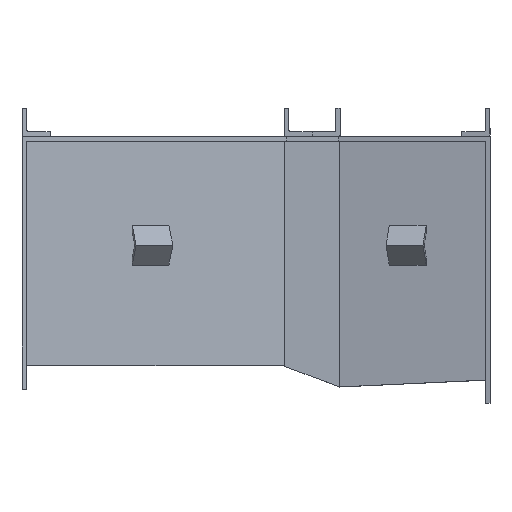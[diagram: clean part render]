
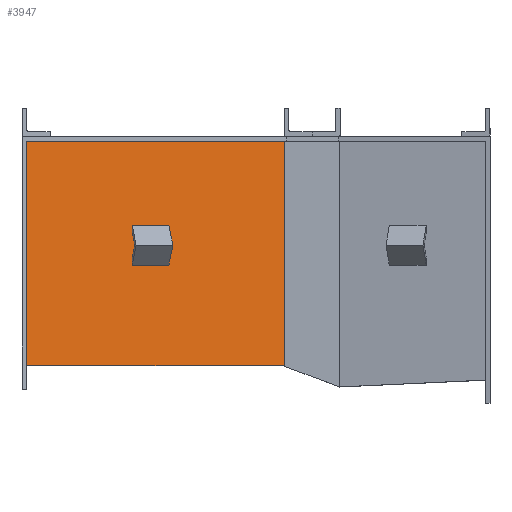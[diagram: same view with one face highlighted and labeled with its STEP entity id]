
A CAD part, top view. The second image highlights one B-rep face of the part: STEP entity #3947.
In plain terms, the highlighted planar face has unit normal (0.196, 0, 0.981).
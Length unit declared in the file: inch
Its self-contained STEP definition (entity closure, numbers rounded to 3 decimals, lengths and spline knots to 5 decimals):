
#67 = VECTOR ( 'NONE', #1271, 39.37008 ) ;
#268 = DIRECTION ( 'NONE',  ( 0.196, 0., 0.981 ) ) ;
#468 = EDGE_CURVE ( 'NONE', #4327, #3217, #1294, .T. ) ;
#480 = VECTOR ( 'NONE', #4179, 39.37008 ) ;
#509 = EDGE_CURVE ( 'NONE', #4773, #3217, #4575, .T. ) ;
#843 = VECTOR ( 'NONE', #3866, 39.37008 ) ;
#909 = CARTESIAN_POINT ( 'NONE',  ( -1.45104, -0.25, 0.74516 ) ) ;
#1044 = VECTOR ( 'NONE', #4761, 39.37008 ) ;
#1223 = CARTESIAN_POINT ( 'NONE',  ( -1.47528, 11.75, 0.75 ) ) ;
#1228 = AXIS2_PLACEMENT_3D ( 'NONE', #3455, #268, #3080 ) ;
#1271 = DIRECTION ( 'NONE',  ( -0.92, 0.345, 0.184 ) ) ;
#1294 = LINE ( 'NONE', #4972, #67 ) ;
#1381 = CARTESIAN_POINT ( 'NONE',  ( -1.47528, -0.27627, 0.75 ) ) ;
#1517 = ORIENTED_EDGE ( 'NONE', *, *, #3243, .F. ) ;
#1554 = CARTESIAN_POINT ( 'NONE',  ( -1.54533, -0.25, 0.76399 ) ) ;
#2179 = VERTEX_POINT ( 'NONE', #4656 ) ;
#2219 = LINE ( 'NONE', #3084, #843 ) ;
#2690 = ORIENTED_EDGE ( 'NONE', *, *, #509, .T. ) ;
#2817 = ORIENTED_EDGE ( 'NONE', *, *, #468, .F. ) ;
#3080 = DIRECTION ( 'NONE',  ( 0.981, 0., -0.196 ) ) ;
#3084 = CARTESIAN_POINT ( 'NONE',  ( -1.47528, -1.125, 0.75 ) ) ;
#3167 = FACE_OUTER_BOUND ( 'NONE', #4300, .T. ) ;
#3200 = DIRECTION ( 'NONE',  ( 0., 1., 0. ) ) ;
#3217 = VERTEX_POINT ( 'NONE', #1554 ) ;
#3233 = EDGE_CURVE ( 'NONE', #4327, #3803, #2219, .T. ) ;
#3243 = EDGE_CURVE ( 'NONE', #4773, #2179, #4064, .T. ) ;
#3455 = CARTESIAN_POINT ( 'NONE',  ( -1.45104, -1.125, 0.74516 ) ) ;
#3491 = VECTOR ( 'NONE', #3200, 39.37008 ) ;
#3644 = CARTESIAN_POINT ( 'NONE',  ( -15.25466, -0.25, 3.50188 ) ) ;
#3803 = VERTEX_POINT ( 'NONE', #1223 ) ;
#3866 = DIRECTION ( 'NONE',  ( 0., 1., 0. ) ) ;
#3897 = CARTESIAN_POINT ( 'NONE',  ( 8.86751, 11.75, -1.31556 ) ) ;
#3947 = ADVANCED_FACE ( 'NONE', ( #3167 ), #3976, .T. ) ;
#3976 = PLANE ( 'NONE',  #1228 ) ;
#4064 = LINE ( 'NONE', #4092, #3491 ) ;
#4092 = CARTESIAN_POINT ( 'NONE',  ( -15.25466, -1.125, 3.50188 ) ) ;
#4179 = DIRECTION ( 'NONE',  ( 0.981, 0., -0.196 ) ) ;
#4291 = ORIENTED_EDGE ( 'NONE', *, *, #3233, .T. ) ;
#4300 = EDGE_LOOP ( 'NONE', ( #1517, #2690, #2817, #4291, #4378 ) ) ;
#4327 = VERTEX_POINT ( 'NONE', #1381 ) ;
#4364 = EDGE_CURVE ( 'NONE', #2179, #3803, #4651, .T. ) ;
#4378 = ORIENTED_EDGE ( 'NONE', *, *, #4364, .F. ) ;
#4575 = LINE ( 'NONE', #909, #480 ) ;
#4651 = LINE ( 'NONE', #3897, #1044 ) ;
#4656 = CARTESIAN_POINT ( 'NONE',  ( -15.25466, 11.75, 3.50188 ) ) ;
#4761 = DIRECTION ( 'NONE',  ( 0.981, 0., -0.196 ) ) ;
#4773 = VERTEX_POINT ( 'NONE', #3644 ) ;
#4972 = CARTESIAN_POINT ( 'NONE',  ( -0.89936, -0.49224, 0.63498 ) ) ;
